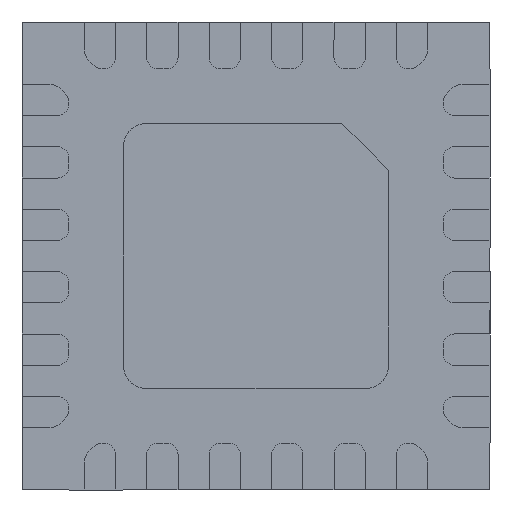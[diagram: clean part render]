
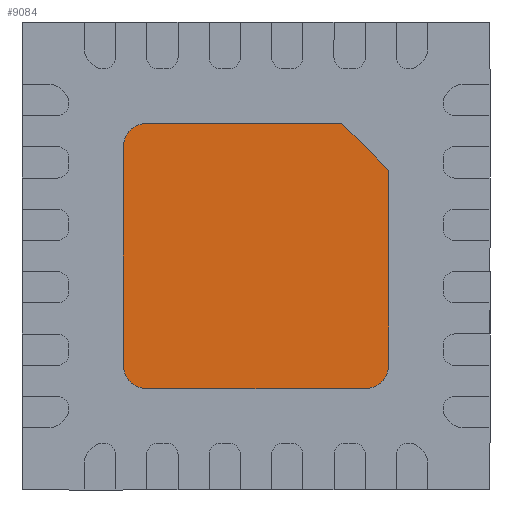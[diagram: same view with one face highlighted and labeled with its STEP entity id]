
A CAD part, front view. The second image highlights one B-rep face of the part: STEP entity #9084.
In plain terms, the highlighted planar face has unit normal (0, -1, 0).
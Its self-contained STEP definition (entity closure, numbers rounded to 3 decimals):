
#52 = CIRCLE ( 'NONE', #114, 0.15 ) ;
#57 = VERTEX_POINT ( 'NONE', #8078 ) ;
#97 = VERTEX_POINT ( 'NONE', #1347 ) ;
#114 = AXIS2_PLACEMENT_3D ( 'NONE', #3614, #892, #10302 ) ;
#371 = EDGE_CURVE ( 'NONE', #57, #1790, #7614, .T. ) ;
#892 = DIRECTION ( 'NONE',  ( 0., -1., 0. ) ) ;
#1064 = AXIS2_PLACEMENT_3D ( 'NONE', #9959, #4325, #1444 ) ;
#1072 = CARTESIAN_POINT ( 'NONE',  ( 0.85, -0.05, 0.55 ) ) ;
#1142 = ORIENTED_EDGE ( 'NONE', *, *, #10429, .T. ) ;
#1170 = ORIENTED_EDGE ( 'NONE', *, *, #1388, .T. ) ;
#1242 = ORIENTED_EDGE ( 'NONE', *, *, #5345, .T. ) ;
#1347 = CARTESIAN_POINT ( 'NONE',  ( -0.85, -0.05, -0.7 ) ) ;
#1388 = EDGE_CURVE ( 'NONE', #5200, #97, #8304, .T. ) ;
#1416 = CIRCLE ( 'NONE', #1064, 0.15 ) ;
#1444 = DIRECTION ( 'NONE',  ( 0., 0., -1. ) ) ;
#1790 = VERTEX_POINT ( 'NONE', #6129 ) ;
#2038 = EDGE_CURVE ( 'NONE', #7215, #57, #7259, .T. ) ;
#2061 = CARTESIAN_POINT ( 'NONE',  ( -0.7, -0.05, -0.85 ) ) ;
#2072 = VECTOR ( 'NONE', #7015, 1000. ) ;
#2545 = PLANE ( 'NONE',  #3340 ) ;
#2816 = DIRECTION ( 'NONE',  ( -0.707, 0., 0.707 ) ) ;
#2878 = ORIENTED_EDGE ( 'NONE', *, *, #371, .T. ) ;
#3144 = VECTOR ( 'NONE', #11552, 1000. ) ;
#3340 = AXIS2_PLACEMENT_3D ( 'NONE', #10051, #11106, #6386 ) ;
#3396 = LINE ( 'NONE', #5060, #11453 ) ;
#3519 = EDGE_LOOP ( 'NONE', ( #12000, #1242, #4330, #2878, #8121, #11540, #1170, #1142 ) ) ;
#3614 = CARTESIAN_POINT ( 'NONE',  ( -0.7, -0.05, 0.7 ) ) ;
#3904 = DIRECTION ( 'NONE',  ( 1., 0., 0. ) ) ;
#3905 = CARTESIAN_POINT ( 'NONE',  ( -0.7, -0.05, -0.7 ) ) ;
#4083 = CARTESIAN_POINT ( 'NONE',  ( 0.85, -0.05, -0.7 ) ) ;
#4325 = DIRECTION ( 'NONE',  ( 0., -1., 0. ) ) ;
#4330 = ORIENTED_EDGE ( 'NONE', *, *, #2038, .T. ) ;
#4400 = VERTEX_POINT ( 'NONE', #2061 ) ;
#5060 = CARTESIAN_POINT ( 'NONE',  ( 0.7, -0.05, -0.85 ) ) ;
#5200 = VERTEX_POINT ( 'NONE', #11571 ) ;
#5345 = EDGE_CURVE ( 'NONE', #10035, #7215, #1416, .T. ) ;
#5765 = VECTOR ( 'NONE', #7564, 1000. ) ;
#5932 = CARTESIAN_POINT ( 'NONE',  ( 0.7, -0.05, -0.85 ) ) ;
#6096 = VERTEX_POINT ( 'NONE', #7599 ) ;
#6129 = CARTESIAN_POINT ( 'NONE',  ( 0.55, -0.05, 0.85 ) ) ;
#6172 = FACE_OUTER_BOUND ( 'NONE', #3519, .T. ) ;
#6386 = DIRECTION ( 'NONE',  ( 0., 0., -1. ) ) ;
#6818 = CARTESIAN_POINT ( 'NONE',  ( -0.85, -0.05, -0.7 ) ) ;
#7015 = DIRECTION ( 'NONE',  ( -1., 0., 0. ) ) ;
#7215 = VERTEX_POINT ( 'NONE', #4083 ) ;
#7259 = LINE ( 'NONE', #10450, #5765 ) ;
#7564 = DIRECTION ( 'NONE',  ( 0., 0., 1. ) ) ;
#7599 = CARTESIAN_POINT ( 'NONE',  ( -0.7, -0.05, 0.85 ) ) ;
#7614 = LINE ( 'NONE', #1072, #9944 ) ;
#7696 = DIRECTION ( 'NONE',  ( 0., 0., -1. ) ) ;
#8078 = CARTESIAN_POINT ( 'NONE',  ( 0.85, -0.05, 0.55 ) ) ;
#8121 = ORIENTED_EDGE ( 'NONE', *, *, #8988, .T. ) ;
#8301 = EDGE_CURVE ( 'NONE', #6096, #5200, #52, .T. ) ;
#8304 = LINE ( 'NONE', #6818, #3144 ) ;
#8724 = CIRCLE ( 'NONE', #12134, 0.15 ) ;
#8872 = EDGE_CURVE ( 'NONE', #4400, #10035, #3396, .T. ) ;
#8988 = EDGE_CURVE ( 'NONE', #1790, #6096, #11331, .T. ) ;
#9084 = ADVANCED_FACE ( 'NONE', ( #6172 ), #2545, .T. ) ;
#9804 = CARTESIAN_POINT ( 'NONE',  ( 0.55, -0.05, 0.85 ) ) ;
#9944 = VECTOR ( 'NONE', #2816, 1000. ) ;
#9959 = CARTESIAN_POINT ( 'NONE',  ( 0.7, -0.05, -0.7 ) ) ;
#10035 = VERTEX_POINT ( 'NONE', #5932 ) ;
#10051 = CARTESIAN_POINT ( 'NONE',  ( -1.321, -0.05, 1. ) ) ;
#10302 = DIRECTION ( 'NONE',  ( 0., 0., -1. ) ) ;
#10429 = EDGE_CURVE ( 'NONE', #97, #4400, #8724, .T. ) ;
#10450 = CARTESIAN_POINT ( 'NONE',  ( 0.85, -0.05, -0.7 ) ) ;
#10465 = DIRECTION ( 'NONE',  ( 0., -1., 0. ) ) ;
#11106 = DIRECTION ( 'NONE',  ( 0., -1., 0. ) ) ;
#11331 = LINE ( 'NONE', #9804, #2072 ) ;
#11453 = VECTOR ( 'NONE', #3904, 1000. ) ;
#11540 = ORIENTED_EDGE ( 'NONE', *, *, #8301, .T. ) ;
#11552 = DIRECTION ( 'NONE',  ( 0., 0., -1. ) ) ;
#11571 = CARTESIAN_POINT ( 'NONE',  ( -0.85, -0.05, 0.7 ) ) ;
#12000 = ORIENTED_EDGE ( 'NONE', *, *, #8872, .T. ) ;
#12134 = AXIS2_PLACEMENT_3D ( 'NONE', #3905, #10465, #7696 ) ;
